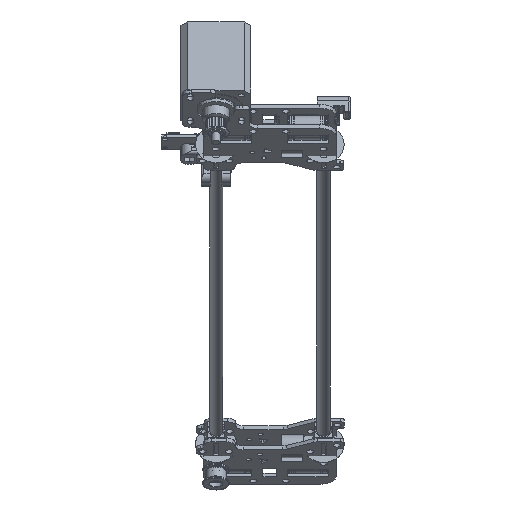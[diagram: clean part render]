
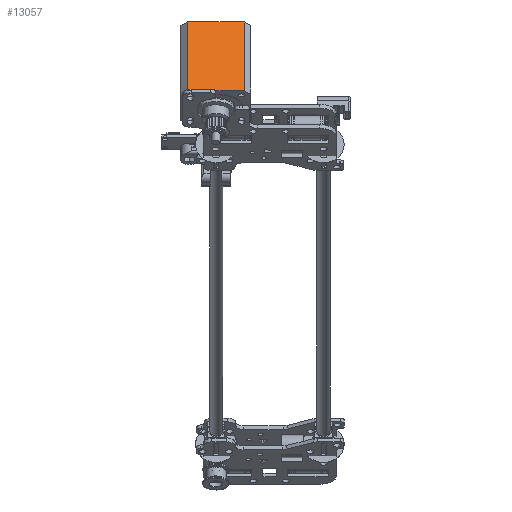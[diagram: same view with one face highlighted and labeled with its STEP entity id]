
A CAD part, left-side view. The second image highlights one B-rep face of the part: STEP entity #13057.
In plain terms, the highlighted face is planar.
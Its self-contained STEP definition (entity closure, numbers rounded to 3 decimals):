
#828=PLANE('',#14608);
#1569=LINE('',#24871,#2388);
#1579=LINE('',#24891,#2398);
#1581=LINE('',#24895,#2400);
#1582=LINE('',#24897,#2401);
#2388=VECTOR('',#17822,1000.);
#2398=VECTOR('',#17840,1000.);
#2400=VECTOR('',#17844,1000.);
#2401=VECTOR('',#17845,1000.);
#5110=ORIENTED_EDGE('',*,*,#6731,.F.);
#5111=ORIENTED_EDGE('',*,*,#6732,.F.);
#5112=ORIENTED_EDGE('',*,*,#6729,.T.);
#5113=ORIENTED_EDGE('',*,*,#6719,.F.);
#6719=EDGE_CURVE('',#7888,#7889,#1569,.F.);
#6729=EDGE_CURVE('',#7895,#7889,#1579,.F.);
#6731=EDGE_CURVE('',#7896,#7888,#1581,.F.);
#6732=EDGE_CURVE('',#7895,#7896,#1582,.F.);
#7888=VERTEX_POINT('',#24870);
#7889=VERTEX_POINT('',#24872);
#7895=VERTEX_POINT('',#24892);
#7896=VERTEX_POINT('',#24896);
#9372=EDGE_LOOP('',(#5110,#5111,#5112,#5113));
#10415=FACE_BOUND('',#9372,.T.);
#13057=ADVANCED_FACE('',(#10415),#828,.F.);
#14608=AXIS2_PLACEMENT_3D('',#24894,#17842,#17843);
#17822=DIRECTION('',(0.,1.,0.));
#17840=DIRECTION('',(0.,0.,1.));
#17842=DIRECTION('',(-1.,0.,0.));
#17843=DIRECTION('',(0.,-1.,0.));
#17844=DIRECTION('',(0.,0.,1.));
#17845=DIRECTION('',(0.,-1.,0.));
#24870=CARTESIAN_POINT('',(21.15,17.15,0.));
#24871=CARTESIAN_POINT('',(21.15,0.,0.));
#24872=CARTESIAN_POINT('',(21.15,-17.15,0.));
#24891=CARTESIAN_POINT('',(21.15,-17.15,47.));
#24892=CARTESIAN_POINT('',(21.15,-17.15,47.));
#24894=CARTESIAN_POINT('',(21.15,17.15,47.));
#24895=CARTESIAN_POINT('',(21.15,17.15,47.));
#24896=CARTESIAN_POINT('',(21.15,17.15,47.));
#24897=CARTESIAN_POINT('',(21.15,17.15,47.));
